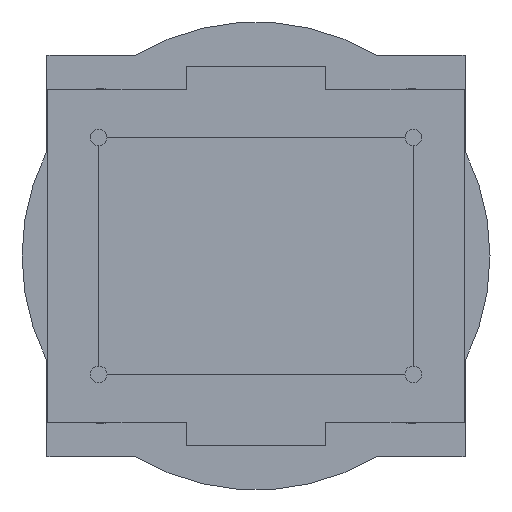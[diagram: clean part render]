
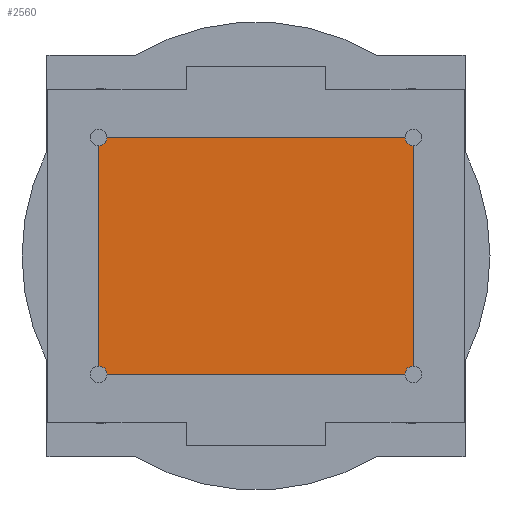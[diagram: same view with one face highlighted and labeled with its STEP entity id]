
A CAD part, top view. The second image highlights one B-rep face of the part: STEP entity #2560.
In plain terms, the highlighted planar face has unit normal (0, 0, 1).
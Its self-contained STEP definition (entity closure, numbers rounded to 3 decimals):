
#119=FACE_OUTER_BOUND('',#255,.T.);
#255=EDGE_LOOP('',(#1711,#1712,#1713,#1714,#1715,#1716,#1717,#1718));
#436=CIRCLE('',#2712,2.);
#437=CIRCLE('',#2713,2.);
#438=CIRCLE('',#2714,2.);
#439=CIRCLE('',#2715,2.);
#540=LINE('',#3706,#809);
#541=LINE('',#3710,#810);
#542=LINE('',#3714,#811);
#543=LINE('',#3718,#812);
#809=VECTOR('',#2955,10.);
#810=VECTOR('',#2958,10.);
#811=VECTOR('',#2961,10.);
#812=VECTOR('',#2964,10.);
#1078=VERTEX_POINT('',#3704);
#1079=VERTEX_POINT('',#3705);
#1080=VERTEX_POINT('',#3707);
#1081=VERTEX_POINT('',#3709);
#1082=VERTEX_POINT('',#3711);
#1083=VERTEX_POINT('',#3713);
#1084=VERTEX_POINT('',#3715);
#1085=VERTEX_POINT('',#3717);
#1330=EDGE_CURVE('',#1078,#1079,#540,.T.);
#1331=EDGE_CURVE('',#1078,#1080,#436,.T.);
#1332=EDGE_CURVE('',#1081,#1080,#541,.T.);
#1333=EDGE_CURVE('',#1081,#1082,#437,.T.);
#1334=EDGE_CURVE('',#1083,#1082,#542,.T.);
#1335=EDGE_CURVE('',#1083,#1084,#438,.T.);
#1336=EDGE_CURVE('',#1085,#1084,#543,.T.);
#1337=EDGE_CURVE('',#1085,#1079,#439,.T.);
#1711=ORIENTED_EDGE('',*,*,#1330,.F.);
#1712=ORIENTED_EDGE('',*,*,#1331,.T.);
#1713=ORIENTED_EDGE('',*,*,#1332,.F.);
#1714=ORIENTED_EDGE('',*,*,#1333,.T.);
#1715=ORIENTED_EDGE('',*,*,#1334,.F.);
#1716=ORIENTED_EDGE('',*,*,#1335,.T.);
#1717=ORIENTED_EDGE('',*,*,#1336,.F.);
#1718=ORIENTED_EDGE('',*,*,#1337,.T.);
#2473=PLANE('',#2711);
#2560=ADVANCED_FACE('',(#119),#2473,.T.);
#2711=AXIS2_PLACEMENT_3D('',#3703,#2953,#2954);
#2712=AXIS2_PLACEMENT_3D('',#3708,#2956,#2957);
#2713=AXIS2_PLACEMENT_3D('',#3712,#2959,#2960);
#2714=AXIS2_PLACEMENT_3D('',#3716,#2962,#2963);
#2715=AXIS2_PLACEMENT_3D('',#3719,#2965,#2966);
#2953=DIRECTION('center_axis',(0.,0.,1.));
#2954=DIRECTION('ref_axis',(1.,0.,0.));
#2955=DIRECTION('',(0.,1.,0.));
#2956=DIRECTION('center_axis',(0.,0.,-1.));
#2957=DIRECTION('ref_axis',(1.,0.,0.));
#2958=DIRECTION('',(-1.,0.,0.));
#2959=DIRECTION('center_axis',(0.,0.,-1.));
#2960=DIRECTION('ref_axis',(1.,0.,0.));
#2961=DIRECTION('',(0.,-1.,0.));
#2962=DIRECTION('center_axis',(0.,0.,-1.));
#2963=DIRECTION('ref_axis',(1.,0.,0.));
#2964=DIRECTION('',(1.,0.,0.));
#2965=DIRECTION('center_axis',(0.,0.,-1.));
#2966=DIRECTION('ref_axis',(1.,0.,0.));
#3703=CARTESIAN_POINT('Origin',(12.776,-3.448,2.));
#3704=CARTESIAN_POINT('',(-25.,-29.896,2.));
#3705=CARTESIAN_POINT('',(-25.,23.,2.));
#3706=CARTESIAN_POINT('',(-25.,-16.672,2.));
#3707=CARTESIAN_POINT('',(-23.,-31.896,2.));
#3708=CARTESIAN_POINT('Origin',(-25.,-31.896,2.));
#3709=CARTESIAN_POINT('',(48.552,-31.896,2.));
#3710=CARTESIAN_POINT('',(30.664,-31.896,2.));
#3711=CARTESIAN_POINT('',(50.552,-29.896,2.));
#3712=CARTESIAN_POINT('Origin',(50.552,-31.896,2.));
#3713=CARTESIAN_POINT('',(50.552,23.,2.));
#3714=CARTESIAN_POINT('',(50.552,9.776,2.));
#3715=CARTESIAN_POINT('',(48.552,25.,2.));
#3716=CARTESIAN_POINT('Origin',(50.552,25.,2.));
#3717=CARTESIAN_POINT('',(-23.,25.,2.));
#3718=CARTESIAN_POINT('',(-5.112,25.,2.));
#3719=CARTESIAN_POINT('Origin',(-25.,25.,2.));
